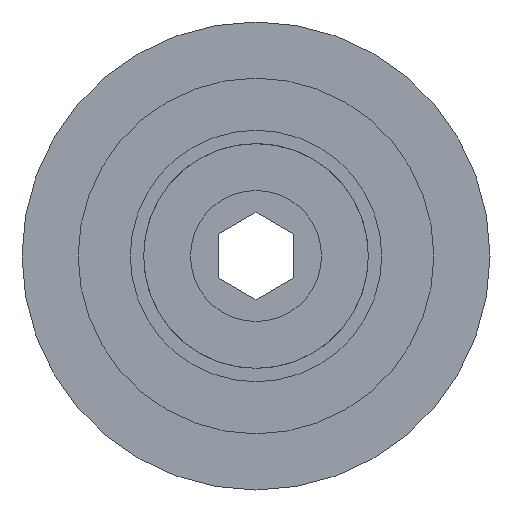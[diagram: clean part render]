
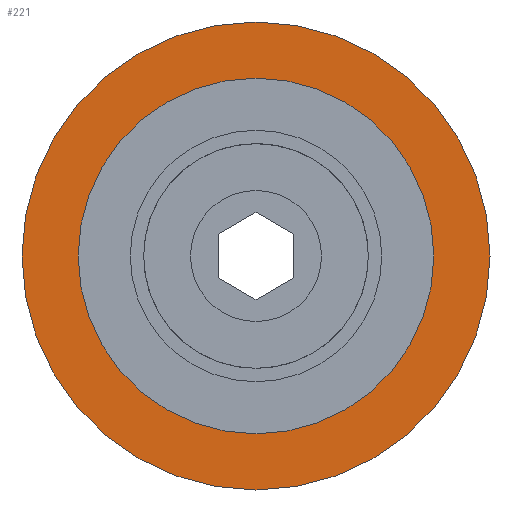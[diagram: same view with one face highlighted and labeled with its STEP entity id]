
A CAD part, left-side view. The second image highlights one B-rep face of the part: STEP entity #221.
In plain terms, the highlighted planar face has unit normal (-1, 0, 0).
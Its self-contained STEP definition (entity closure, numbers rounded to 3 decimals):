
#56 = AXIS2_PLACEMENT_3D ( 'NONE', #1592, #780, #1933 ) ;
#113 = FACE_BOUND ( 'NONE', #321, .T. ) ;
#211 = CARTESIAN_POINT ( 'NONE',  ( 4.392, 0., 0. ) ) ;
#221 = ADVANCED_FACE ( 'NONE', ( #113, #760 ), #1414, .F. ) ;
#321 = EDGE_LOOP ( 'NONE', ( #1661, #1556 ) ) ;
#497 = EDGE_CURVE ( 'NONE', #817, #504, #1984, .T. ) ;
#504 = VERTEX_POINT ( 'NONE', #1123 ) ;
#593 = DIRECTION ( 'NONE',  ( 1., 0., 0. ) ) ;
#643 = EDGE_CURVE ( 'NONE', #504, #817, #1623, .T. ) ;
#736 = AXIS2_PLACEMENT_3D ( 'NONE', #2050, #593, #1249 ) ;
#760 = FACE_OUTER_BOUND ( 'NONE', #1724, .T. ) ;
#780 = DIRECTION ( 'NONE',  ( -1., 0., 0. ) ) ;
#817 = VERTEX_POINT ( 'NONE', #1608 ) ;
#832 = CARTESIAN_POINT ( 'NONE',  ( 4.392, 0., 25. ) ) ;
#887 = CARTESIAN_POINT ( 'NONE',  ( 4.392, 0., -25. ) ) ;
#889 = DIRECTION ( 'NONE',  ( 0., 0., 1. ) ) ;
#971 = AXIS2_PLACEMENT_3D ( 'NONE', #2064, #1919, #1264 ) ;
#1026 = VERTEX_POINT ( 'NONE', #832 ) ;
#1123 = CARTESIAN_POINT ( 'NONE',  ( 4.392, 0., -19. ) ) ;
#1176 = DIRECTION ( 'NONE',  ( -1., 0., 0. ) ) ;
#1213 = VERTEX_POINT ( 'NONE', #887 ) ;
#1249 = DIRECTION ( 'NONE',  ( 0., 0., -1. ) ) ;
#1264 = DIRECTION ( 'NONE',  ( 0., 0., 1. ) ) ;
#1414 = PLANE ( 'NONE',  #736 ) ;
#1449 = CIRCLE ( 'NONE', #971, 25. ) ;
#1474 = ORIENTED_EDGE ( 'NONE', *, *, #2002, .T. ) ;
#1485 = AXIS2_PLACEMENT_3D ( 'NONE', #211, #1176, #889 ) ;
#1556 = ORIENTED_EDGE ( 'NONE', *, *, #643, .F. ) ;
#1587 = DIRECTION ( 'NONE',  ( 0., 0., 1. ) ) ;
#1592 = CARTESIAN_POINT ( 'NONE',  ( 4.392, 0., 0. ) ) ;
#1608 = CARTESIAN_POINT ( 'NONE',  ( 4.392, 0., 19. ) ) ;
#1615 = DIRECTION ( 'NONE',  ( -1., 0., 0. ) ) ;
#1622 = EDGE_CURVE ( 'NONE', #1213, #1026, #1909, .T. ) ;
#1623 = CIRCLE ( 'NONE', #56, 19. ) ;
#1661 = ORIENTED_EDGE ( 'NONE', *, *, #497, .F. ) ;
#1724 = EDGE_LOOP ( 'NONE', ( #1474, #1764 ) ) ;
#1764 = ORIENTED_EDGE ( 'NONE', *, *, #1622, .T. ) ;
#1821 = AXIS2_PLACEMENT_3D ( 'NONE', #2041, #1615, #1587 ) ;
#1909 = CIRCLE ( 'NONE', #1485, 25. ) ;
#1919 = DIRECTION ( 'NONE',  ( -1., 0., 0. ) ) ;
#1933 = DIRECTION ( 'NONE',  ( 0., 0., 1. ) ) ;
#1984 = CIRCLE ( 'NONE', #1821, 19. ) ;
#2002 = EDGE_CURVE ( 'NONE', #1026, #1213, #1449, .T. ) ;
#2041 = CARTESIAN_POINT ( 'NONE',  ( 4.392, 0., 0. ) ) ;
#2050 = CARTESIAN_POINT ( 'NONE',  ( 4.392, 19., 0. ) ) ;
#2064 = CARTESIAN_POINT ( 'NONE',  ( 4.392, 0., 0. ) ) ;
